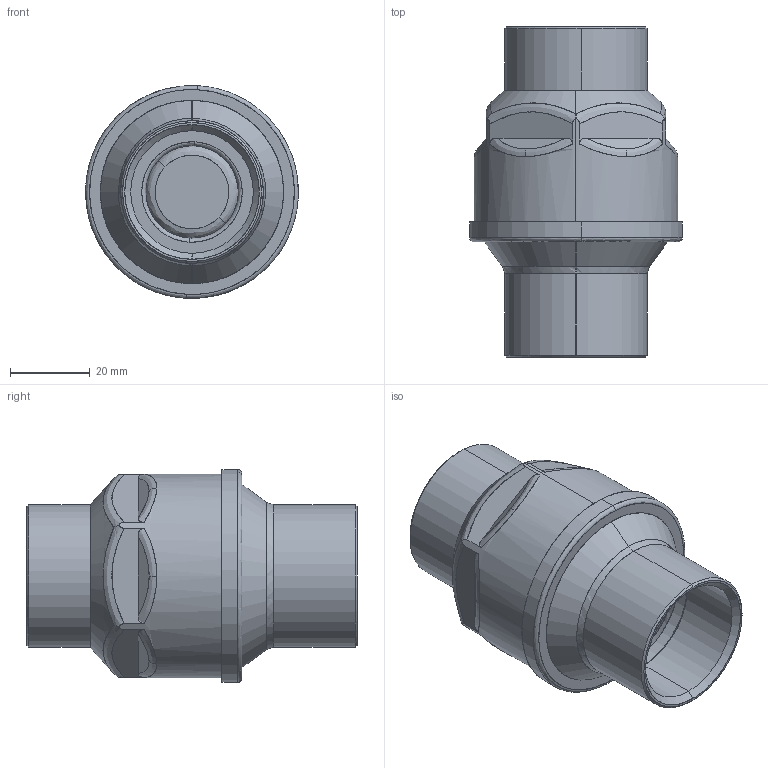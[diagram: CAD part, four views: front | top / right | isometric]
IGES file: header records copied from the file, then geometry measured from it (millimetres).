
Start section: SolidWorks IGES file using analytic representation for surfaces
Global section: file name: 06L2026.IGS; native system: SolidWorks 2016; preprocessor: SolidWorks 2016; author: rzanni; date: 211004.093138; units: millimetre
Bounding box: 53.39 x 83 x 53.35 mm (x, y, z)
Surface area: 38538.5 mm2 (no closed solid volume)
Topology: 0 solids, 0 shells, 289 faces, 5628 edges, 5628 vertices
Faces by surface type: bspline 169, revolution 120
